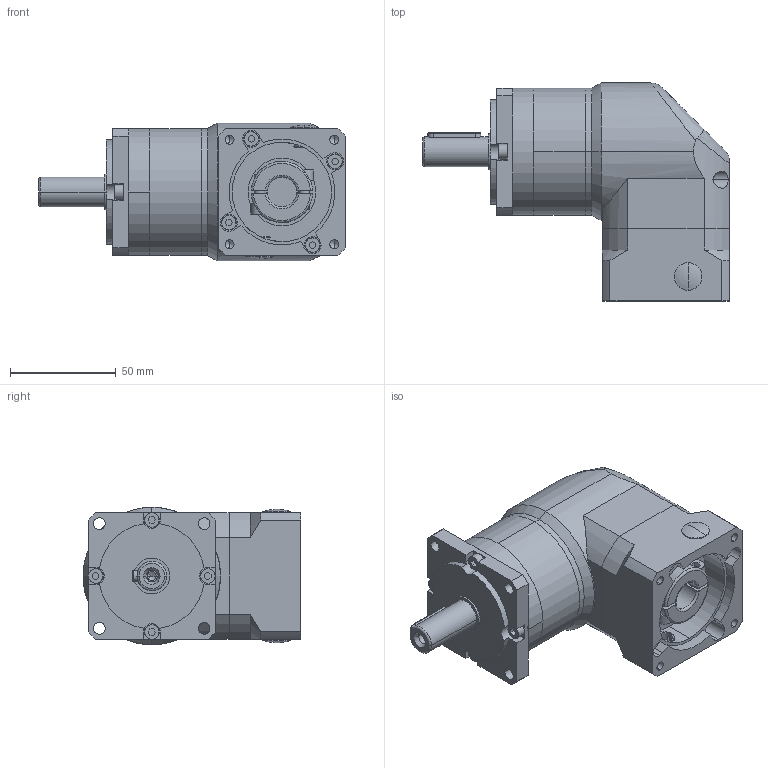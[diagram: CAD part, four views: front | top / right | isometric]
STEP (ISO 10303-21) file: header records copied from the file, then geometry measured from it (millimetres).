
FILE_DESCRIPTION (( 'STEP AP203' ), '1' );
FILE_NAME ('GPFR060-L1-(14-50-70-M5).STEP', '2024-07-27T06:19:39', ( '' ), ( '' ), 'SwSTEP 2.0', 'SolidWorks 2019', '' );
FILE_SCHEMA (( 'CONFIG_CONTROL_DESIGN' ));
Length unit declared in the file: millimetre
Products named in the file (1): GPFR060-L1-(14-50-70-M5)
Bounding box: 145 x 103 x 65 mm (x, y, z)
Volume: 504831.8 mm3; surface area: 100961.5 mm2
Topology: 24 solids, 24 shells, 647 faces, 1623 edges, 1036 vertices
Faces by surface type: plane 289, cylinder 224, cone 52, torus 50, bspline 32
Entity records: 22628 total; most frequent: CARTESIAN_POINT 7018, DIRECTION 3296, ORIENTED_EDGE 3202, EDGE_CURVE 1601, AXIS2_PLACEMENT_3D 1253, VERTEX_POINT 1036, VECTOR 790, LINE 790
